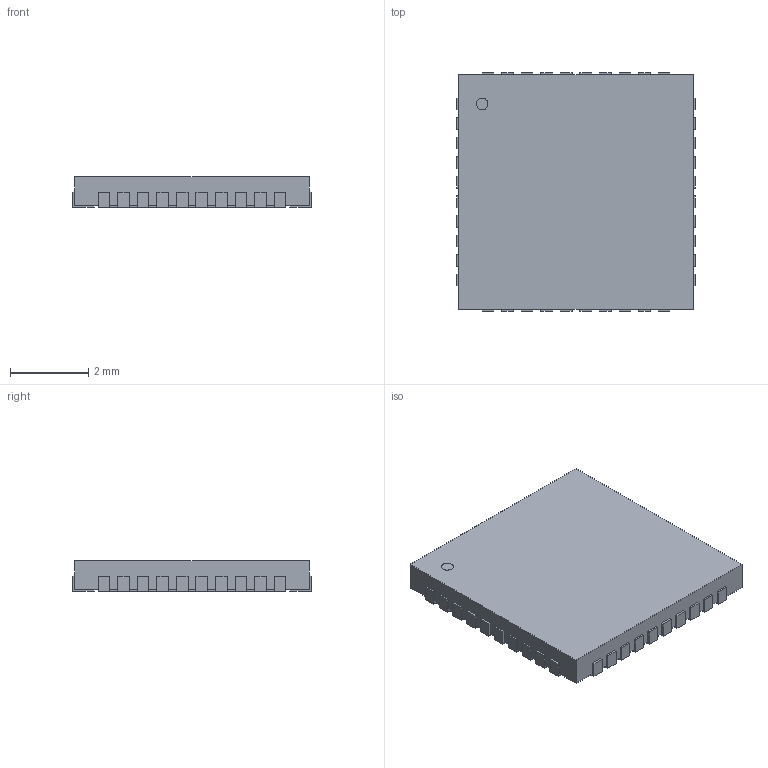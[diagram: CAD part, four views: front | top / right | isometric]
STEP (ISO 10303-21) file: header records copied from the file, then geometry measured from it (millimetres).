
FILE_DESCRIPTION(('STEP AP214'),'1');
FILE_NAME('CP_40_7_ADI','2021-01-03T09:39:15',(''),(''),'','','');
FILE_SCHEMA(('AUTOMOTIVE_DESIGN'));
Length unit declared in the file: millimetre
Products named in the file (1): product
Bounding box: 6.1 x 6.1 x 0.78 mm (x, y, z)
Volume: 27.9 mm3; surface area: 159.1 mm2
Topology: 43 solids, 43 shells, 335 faces, 747 edges, 498 vertices
Faces by surface type: plane 334, cylinder 1
Full cylindrical faces by diameter (mm): 0.3 x1
Entity records: 8640 total; most frequent: ORIENTED_EDGE 1492, DIRECTION 1422, CARTESIAN_POINT 837, EDGE_CURVE 746, LINE 744, VECTOR 744, VERTEX_POINT 498, AXIS2_PLACEMENT_3D 339
